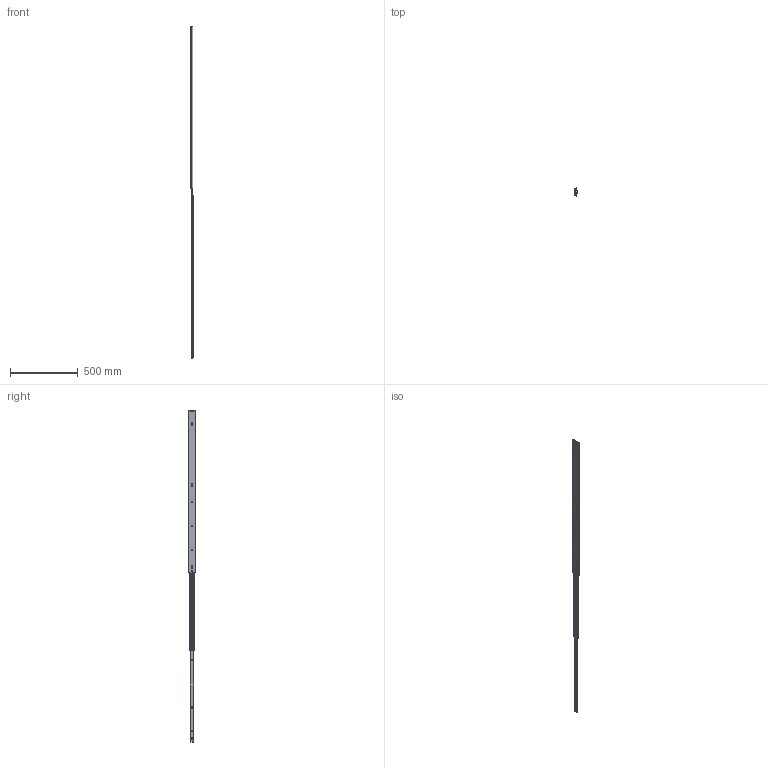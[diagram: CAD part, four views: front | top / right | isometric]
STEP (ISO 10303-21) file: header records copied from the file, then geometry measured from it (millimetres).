
FILE_DESCRIPTION(/* description */ ('Vollauszug Serie 037 / Senkung 82°'),/* implementation_level */ '2;1');
FILE_NAME(/* name */ '07000385001.stp',/* time_stamp */ '2021-05-26T13:30:36+02:00',/* author */ ('Dennis Bruder'),/* organization */ (''),/* preprocessor_version */ 'ST-DEVELOPER v18',/* originating_system */ 'Autodesk Inventor 2020',/* authorisation */ '');
FILE_SCHEMA (('AUTOMOTIVE_DESIGN { 1 0 10303 214 3 1 1 }'));
Length unit declared in the file: millimetre
Products named in the file (1): 07000385001
Bounding box: 17.35 x 57.39 x 2450 mm (x, y, z)
Volume: 414228.4 mm3; surface area: 486424.2 mm2
Topology: 3 solids, 5 shells, 487 faces, 1349 edges, 878 vertices
Faces by surface type: plane 249, cylinder 188, torus 22, cone 18, bspline 6, sphere 4
Full cylindrical faces by diameter (mm): 4.5 x6, 4.6 x6, 5.9 x1, 6 x5, 7 x6, 8 x2, 9 x1, 9.5 x3
Entity records: 16444 total; most frequent: CARTESIAN_POINT 3180, DIRECTION 2717, ORIENTED_EDGE 2674, EDGE_CURVE 1337, AXIS2_PLACEMENT_3D 937, VERTEX_POINT 878, LINE 843, VECTOR 843
